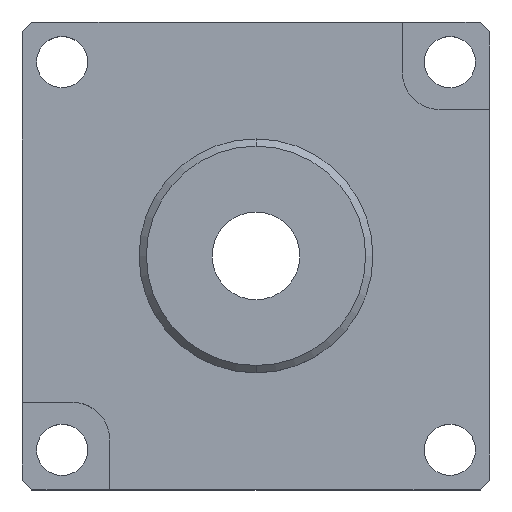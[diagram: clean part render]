
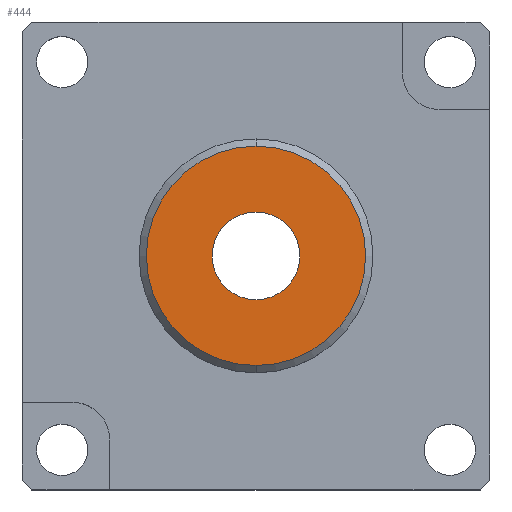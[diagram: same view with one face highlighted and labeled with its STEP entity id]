
A CAD part, top view. The second image highlights one B-rep face of the part: STEP entity #444.
In plain terms, the highlighted planar face has unit normal (0, 0, 1).
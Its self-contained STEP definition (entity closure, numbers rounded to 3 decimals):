
#31 = DIRECTION ( 'NONE',  ( 0., 0., -1. ) ) ;
#70 = EDGE_CURVE ( 'NONE', #587, #1269, #689, .T. ) ;
#88 = DIRECTION ( 'NONE',  ( -1., 0., 0. ) ) ;
#95 = FACE_OUTER_BOUND ( 'NONE', #674, .T. ) ;
#116 = AXIS2_PLACEMENT_3D ( 'NONE', #1242, #1464, #88 ) ;
#131 = CARTESIAN_POINT ( 'NONE',  ( 0., 17., 8. ) ) ;
#187 = AXIS2_PLACEMENT_3D ( 'NONE', #368, #1085, #481 ) ;
#194 = PLANE ( 'NONE',  #116 ) ;
#260 = DIRECTION ( 'NONE',  ( 1., 0., 0. ) ) ;
#344 = EDGE_CURVE ( 'NONE', #1203, #1412, #1511, .T. ) ;
#353 = DIRECTION ( 'NONE',  ( 0., 1., 0. ) ) ;
#368 = CARTESIAN_POINT ( 'NONE',  ( 0., 17., 8. ) ) ;
#429 = ORIENTED_EDGE ( 'NONE', *, *, #70, .F. ) ;
#444 = ADVANCED_FACE ( 'NONE', ( #670, #95 ), #194, .F. ) ;
#446 = ORIENTED_EDGE ( 'NONE', *, *, #344, .F. ) ;
#457 = AXIS2_PLACEMENT_3D ( 'NONE', #948, #31, #353 ) ;
#481 = DIRECTION ( 'NONE',  ( 0., 1., 0. ) ) ;
#484 = CARTESIAN_POINT ( 'NONE',  ( 0., 17., 8. ) ) ;
#487 = CIRCLE ( 'NONE', #1074, 3. ) ;
#587 = VERTEX_POINT ( 'NONE', #823 ) ;
#628 = CARTESIAN_POINT ( 'NONE',  ( -3., 17., 8. ) ) ;
#670 = FACE_BOUND ( 'NONE', #1360, .T. ) ;
#674 = EDGE_LOOP ( 'NONE', ( #1253, #429 ) ) ;
#689 = CIRCLE ( 'NONE', #187, 7.5 ) ;
#707 = ORIENTED_EDGE ( 'NONE', *, *, #1448, .F. ) ;
#823 = CARTESIAN_POINT ( 'NONE',  ( 0., 9.5, 8. ) ) ;
#831 = DIRECTION ( 'NONE',  ( 0., 0., 1. ) ) ;
#839 = DIRECTION ( 'NONE',  ( 0., 0., 1. ) ) ;
#894 = CARTESIAN_POINT ( 'NONE',  ( 0., 24.5, 8. ) ) ;
#948 = CARTESIAN_POINT ( 'NONE',  ( 0., 17., 8. ) ) ;
#1034 = EDGE_CURVE ( 'NONE', #1269, #587, #1287, .T. ) ;
#1074 = AXIS2_PLACEMENT_3D ( 'NONE', #131, #831, #260 ) ;
#1085 = DIRECTION ( 'NONE',  ( 0., 0., -1. ) ) ;
#1203 = VERTEX_POINT ( 'NONE', #628 ) ;
#1242 = CARTESIAN_POINT ( 'NONE',  ( 0., 25., 8. ) ) ;
#1253 = ORIENTED_EDGE ( 'NONE', *, *, #1034, .F. ) ;
#1269 = VERTEX_POINT ( 'NONE', #894 ) ;
#1287 = CIRCLE ( 'NONE', #457, 7.5 ) ;
#1336 = AXIS2_PLACEMENT_3D ( 'NONE', #484, #839, #1422 ) ;
#1360 = EDGE_LOOP ( 'NONE', ( #707, #446 ) ) ;
#1393 = CARTESIAN_POINT ( 'NONE',  ( 3., 17., 8. ) ) ;
#1412 = VERTEX_POINT ( 'NONE', #1393 ) ;
#1422 = DIRECTION ( 'NONE',  ( 1., 0., 0. ) ) ;
#1448 = EDGE_CURVE ( 'NONE', #1412, #1203, #487, .T. ) ;
#1464 = DIRECTION ( 'NONE',  ( 0., 0., -1. ) ) ;
#1511 = CIRCLE ( 'NONE', #1336, 3. ) ;
